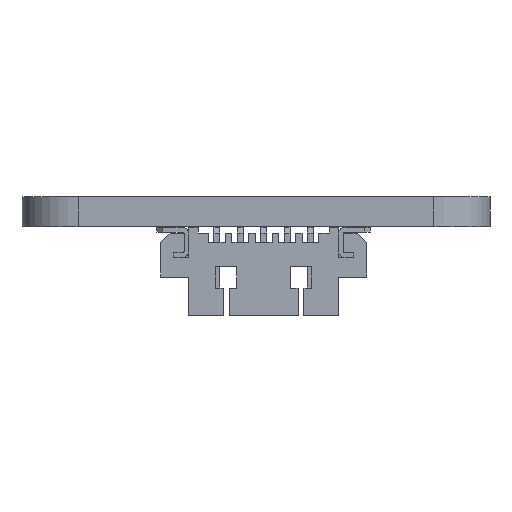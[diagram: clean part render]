
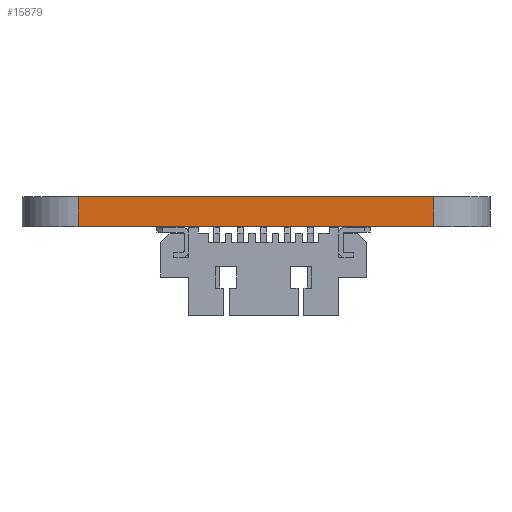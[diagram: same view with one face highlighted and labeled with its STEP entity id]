
A CAD part, left-side view. The second image highlights one B-rep face of the part: STEP entity #15879.
In plain terms, the highlighted planar face has unit normal (-1, 0, 0).
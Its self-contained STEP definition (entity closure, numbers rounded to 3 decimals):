
#14746 = CYLINDRICAL_SURFACE('',#14747,3.);
#14747 = AXIS2_PLACEMENT_3D('',#14748,#14749,#14750);
#14748 = CARTESIAN_POINT('',(136.862,-107.898,0.));
#14749 = DIRECTION('',(-0.,-0.,-1.));
#14750 = DIRECTION('',(1.,0.,-0.));
#14774 = PLANE('',#14775);
#14775 = AXIS2_PLACEMENT_3D('',#14776,#14777,#14778);
#14776 = CARTESIAN_POINT('',(156.012,-98.398,1.6));
#14777 = DIRECTION('',(0.,0.,1.));
#14778 = DIRECTION('',(1.,0.,-0.));
#14828 = PLANE('',#14829);
#14829 = AXIS2_PLACEMENT_3D('',#14830,#14831,#14832);
#14830 = CARTESIAN_POINT('',(156.012,-98.398,0.));
#14831 = DIRECTION('',(0.,0.,1.));
#14832 = DIRECTION('',(1.,0.,-0.));
#14843 = EDGE_CURVE('',#14844,#14846,#14848,.T.);
#14844 = VERTEX_POINT('',#14845);
#14845 = CARTESIAN_POINT('',(133.862,-107.898,0.));
#14846 = VERTEX_POINT('',#14847);
#14847 = CARTESIAN_POINT('',(133.862,-107.898,1.6));
#14848 = SURFACE_CURVE('',#14849,(#14853,#14860),.PCURVE_S1.);
#14849 = LINE('',#14850,#14851);
#14850 = CARTESIAN_POINT('',(133.862,-107.898,0.));
#14851 = VECTOR('',#14852,1.);
#14852 = DIRECTION('',(0.,0.,1.));
#14853 = PCURVE('',#14746,#14854);
#14854 = DEFINITIONAL_REPRESENTATION('',(#14855),#14859);
#14855 = LINE('',#14856,#14857);
#14856 = CARTESIAN_POINT('',(-3.142,0.));
#14857 = VECTOR('',#14858,1.);
#14858 = DIRECTION('',(-0.,-1.));
#14859 = ( GEOMETRIC_REPRESENTATION_CONTEXT(2) 
PARAMETRIC_REPRESENTATION_CONTEXT() REPRESENTATION_CONTEXT('2D SPACE',''
  ) );
#14860 = PCURVE('',#14861,#14866);
#14861 = PLANE('',#14862);
#14862 = AXIS2_PLACEMENT_3D('',#14863,#14864,#14865);
#14863 = CARTESIAN_POINT('',(133.862,-88.898,0.));
#14864 = DIRECTION('',(1.,0.,-0.));
#14865 = DIRECTION('',(0.,-1.,0.));
#14866 = DEFINITIONAL_REPRESENTATION('',(#14867),#14871);
#14867 = LINE('',#14868,#14869);
#14868 = CARTESIAN_POINT('',(19.,0.));
#14869 = VECTOR('',#14870,1.);
#14870 = DIRECTION('',(0.,-1.));
#14871 = ( GEOMETRIC_REPRESENTATION_CONTEXT(2) 
PARAMETRIC_REPRESENTATION_CONTEXT() REPRESENTATION_CONTEXT('2D SPACE',''
  ) );
#15082 = VERTEX_POINT('',#15083);
#15083 = CARTESIAN_POINT('',(133.862,-88.898,0.));
#15098 = CYLINDRICAL_SURFACE('',#15099,3.);
#15099 = AXIS2_PLACEMENT_3D('',#15100,#15101,#15102);
#15100 = CARTESIAN_POINT('',(136.862,-88.898,0.));
#15101 = DIRECTION('',(-0.,-0.,-1.));
#15102 = DIRECTION('',(1.,0.,-0.));
#15110 = EDGE_CURVE('',#15082,#14844,#15111,.T.);
#15111 = SURFACE_CURVE('',#15112,(#15116,#15123),.PCURVE_S1.);
#15112 = LINE('',#15113,#15114);
#15113 = CARTESIAN_POINT('',(133.862,-88.898,0.));
#15114 = VECTOR('',#15115,1.);
#15115 = DIRECTION('',(0.,-1.,0.));
#15116 = PCURVE('',#14828,#15117);
#15117 = DEFINITIONAL_REPRESENTATION('',(#15118),#15122);
#15118 = LINE('',#15119,#15120);
#15119 = CARTESIAN_POINT('',(-22.15,9.5));
#15120 = VECTOR('',#15121,1.);
#15121 = DIRECTION('',(0.,-1.));
#15122 = ( GEOMETRIC_REPRESENTATION_CONTEXT(2) 
PARAMETRIC_REPRESENTATION_CONTEXT() REPRESENTATION_CONTEXT('2D SPACE',''
  ) );
#15123 = PCURVE('',#14861,#15124);
#15124 = DEFINITIONAL_REPRESENTATION('',(#15125),#15129);
#15125 = LINE('',#15126,#15127);
#15126 = CARTESIAN_POINT('',(0.,0.));
#15127 = VECTOR('',#15128,1.);
#15128 = DIRECTION('',(1.,0.));
#15129 = ( GEOMETRIC_REPRESENTATION_CONTEXT(2) 
PARAMETRIC_REPRESENTATION_CONTEXT() REPRESENTATION_CONTEXT('2D SPACE',''
  ) );
#15549 = VERTEX_POINT('',#15550);
#15550 = CARTESIAN_POINT('',(133.862,-88.898,1.6));
#15572 = EDGE_CURVE('',#15549,#14846,#15573,.T.);
#15573 = SURFACE_CURVE('',#15574,(#15578,#15585),.PCURVE_S1.);
#15574 = LINE('',#15575,#15576);
#15575 = CARTESIAN_POINT('',(133.862,-88.898,1.6));
#15576 = VECTOR('',#15577,1.);
#15577 = DIRECTION('',(0.,-1.,0.));
#15578 = PCURVE('',#14774,#15579);
#15579 = DEFINITIONAL_REPRESENTATION('',(#15580),#15584);
#15580 = LINE('',#15581,#15582);
#15581 = CARTESIAN_POINT('',(-22.15,9.5));
#15582 = VECTOR('',#15583,1.);
#15583 = DIRECTION('',(0.,-1.));
#15584 = ( GEOMETRIC_REPRESENTATION_CONTEXT(2) 
PARAMETRIC_REPRESENTATION_CONTEXT() REPRESENTATION_CONTEXT('2D SPACE',''
  ) );
#15585 = PCURVE('',#14861,#15586);
#15586 = DEFINITIONAL_REPRESENTATION('',(#15587),#15591);
#15587 = LINE('',#15588,#15589);
#15588 = CARTESIAN_POINT('',(0.,-1.6));
#15589 = VECTOR('',#15590,1.);
#15590 = DIRECTION('',(1.,0.));
#15591 = ( GEOMETRIC_REPRESENTATION_CONTEXT(2) 
PARAMETRIC_REPRESENTATION_CONTEXT() REPRESENTATION_CONTEXT('2D SPACE',''
  ) );
#15879 = ADVANCED_FACE('',(#15880),#14861,.F.);
#15880 = FACE_BOUND('',#15881,.F.);
#15881 = EDGE_LOOP('',(#15882,#15903,#15904,#15905));
#15882 = ORIENTED_EDGE('',*,*,#15883,.T.);
#15883 = EDGE_CURVE('',#15082,#15549,#15884,.T.);
#15884 = SURFACE_CURVE('',#15885,(#15889,#15896),.PCURVE_S1.);
#15885 = LINE('',#15886,#15887);
#15886 = CARTESIAN_POINT('',(133.862,-88.898,0.));
#15887 = VECTOR('',#15888,1.);
#15888 = DIRECTION('',(0.,0.,1.));
#15889 = PCURVE('',#14861,#15890);
#15890 = DEFINITIONAL_REPRESENTATION('',(#15891),#15895);
#15891 = LINE('',#15892,#15893);
#15892 = CARTESIAN_POINT('',(0.,0.));
#15893 = VECTOR('',#15894,1.);
#15894 = DIRECTION('',(0.,-1.));
#15895 = ( GEOMETRIC_REPRESENTATION_CONTEXT(2) 
PARAMETRIC_REPRESENTATION_CONTEXT() REPRESENTATION_CONTEXT('2D SPACE',''
  ) );
#15896 = PCURVE('',#15098,#15897);
#15897 = DEFINITIONAL_REPRESENTATION('',(#15898),#15902);
#15898 = LINE('',#15899,#15900);
#15899 = CARTESIAN_POINT('',(-3.142,0.));
#15900 = VECTOR('',#15901,1.);
#15901 = DIRECTION('',(-0.,-1.));
#15902 = ( GEOMETRIC_REPRESENTATION_CONTEXT(2) 
PARAMETRIC_REPRESENTATION_CONTEXT() REPRESENTATION_CONTEXT('2D SPACE',''
  ) );
#15903 = ORIENTED_EDGE('',*,*,#15572,.T.);
#15904 = ORIENTED_EDGE('',*,*,#14843,.F.);
#15905 = ORIENTED_EDGE('',*,*,#15110,.F.);
